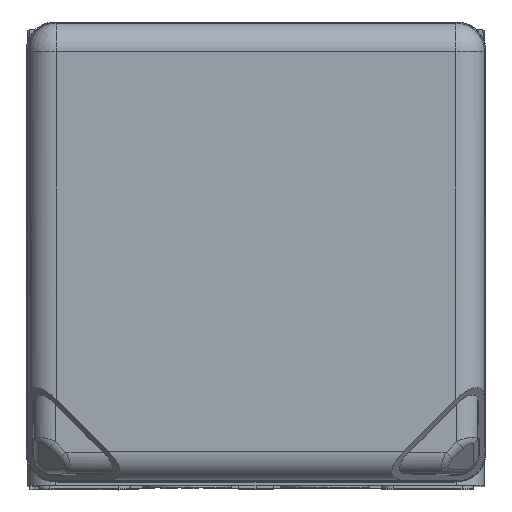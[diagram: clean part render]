
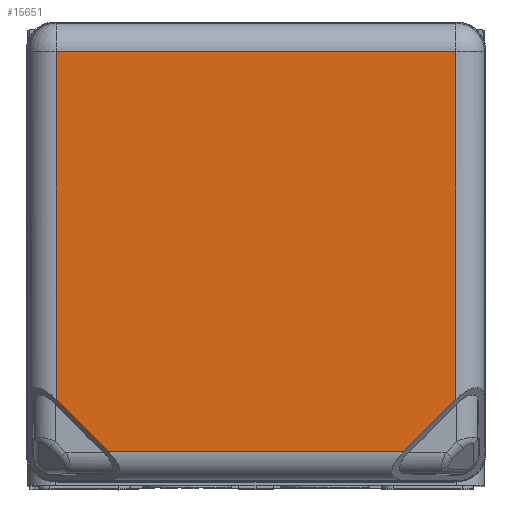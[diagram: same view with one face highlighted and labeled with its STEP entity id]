
A CAD part, top view. The second image highlights one B-rep face of the part: STEP entity #15651.
In plain terms, the highlighted planar face has unit normal (0, 0, 1).
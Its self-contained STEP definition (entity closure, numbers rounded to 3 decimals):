
#1296=DIRECTION('',(0.,1.,0.));
#1297=VECTOR('',#1296,30.372);
#1298=CARTESIAN_POINT('',(-17.473,-12.349,
40.15));
#1299=LINE('',#1298,#1297);
#1300=DIRECTION('',(1.,0.,0.));
#1301=VECTOR('',#1300,34.946);
#1302=CARTESIAN_POINT('',(-17.473,18.023,40.15));
#1303=LINE('',#1302,#1301);
#1304=DIRECTION('',(0.,-1.,0.));
#1305=VECTOR('',#1304,30.372);
#1306=CARTESIAN_POINT('',(17.473,18.023,40.15));
#1307=LINE('',#1306,#1305);
#1308=DIRECTION('',(-0.707,-0.707,0.));
#1309=VECTOR('',#1308,6.468);
#1310=CARTESIAN_POINT('',(17.473,-12.349,40.15));
#1311=LINE('',#1310,#1309);
#1312=DIRECTION('',(-1.,0.,0.));
#1313=VECTOR('',#1312,25.799);
#1314=CARTESIAN_POINT('',(12.899,-16.923,40.15));
#1315=LINE('',#1314,#1313);
#1316=DIRECTION('',(-0.707,0.707,0.));
#1317=VECTOR('',#1316,6.468);
#1318=CARTESIAN_POINT('',(-12.899,-16.923,
40.15));
#1319=LINE('',#1318,#1317);
#14579=CARTESIAN_POINT('',(-17.473,-12.349,
40.15));
#14580=CARTESIAN_POINT('',(-17.473,18.023,
40.15));
#14581=VERTEX_POINT('',#14579);
#14582=VERTEX_POINT('',#14580);
#14583=CARTESIAN_POINT('',(17.473,18.023,40.15));
#14584=VERTEX_POINT('',#14583);
#14585=CARTESIAN_POINT('',(17.473,-12.349,
40.15));
#14586=VERTEX_POINT('',#14585);
#14587=CARTESIAN_POINT('',(12.899,-16.923,
40.15));
#14588=VERTEX_POINT('',#14587);
#14589=CARTESIAN_POINT('',(-12.899,-16.923,
40.15));
#14590=VERTEX_POINT('',#14589);
#15633=CARTESIAN_POINT('',(0.,0.55,
40.15));
#15634=DIRECTION('',(0.,0.,-1.));
#15635=DIRECTION('',(0.,-1.,0.));
#15636=AXIS2_PLACEMENT_3D('',#15633,#15634,#15635);
#15637=PLANE('',#15636);
#15639=ORIENTED_EDGE('',*,*,#15638,.T.);
#15641=ORIENTED_EDGE('',*,*,#15640,.T.);
#15643=ORIENTED_EDGE('',*,*,#15642,.T.);
#15645=ORIENTED_EDGE('',*,*,#15644,.T.);
#15647=ORIENTED_EDGE('',*,*,#15646,.T.);
#15648=ORIENTED_EDGE('',*,*,#15600,.T.);
#15649=EDGE_LOOP('',(#15639,#15641,#15643,#15645,#15647,#15648));
#15650=FACE_OUTER_BOUND('',#15649,.F.);
#15651=ADVANCED_FACE('',(#15650),#15637,.F.);
#15600=EDGE_CURVE('',#14590,#14581,#1319,.T.);
#15638=EDGE_CURVE('',#14581,#14582,#1299,.T.);
#15640=EDGE_CURVE('',#14582,#14584,#1303,.T.);
#15642=EDGE_CURVE('',#14584,#14586,#1307,.T.);
#15644=EDGE_CURVE('',#14586,#14588,#1311,.T.);
#15646=EDGE_CURVE('',#14588,#14590,#1315,.T.);
